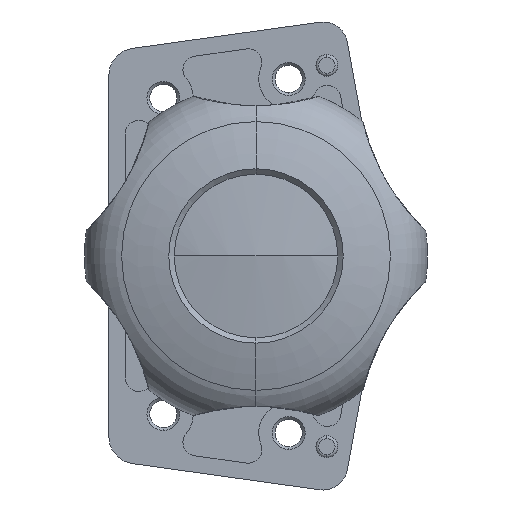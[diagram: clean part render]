
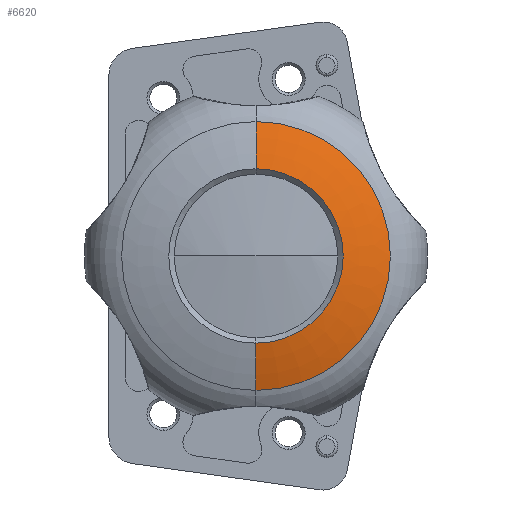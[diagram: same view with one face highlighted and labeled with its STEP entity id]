
A CAD part, front view. The second image highlights one B-rep face of the part: STEP entity #6620.
In plain terms, the highlighted toroidal (fillet/blend) face has major radius 0.683 mm and minor radius 80 mm.
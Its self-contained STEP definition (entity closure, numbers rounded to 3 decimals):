
#490 = DIRECTION ( 'NONE',  ( 0., -1., 0. ) ) ;
#623 = VERTEX_POINT ( 'NONE', #2674 ) ;
#659 = CIRCLE ( 'NONE', #5047, 80. ) ;
#1099 = CARTESIAN_POINT ( 'NONE',  ( 0., -15.136, 24.669 ) ) ;
#1156 = DIRECTION ( 'NONE',  ( 0., -1., 0. ) ) ;
#1467 = AXIS2_PLACEMENT_3D ( 'NONE', #7757, #1156, #2358 ) ;
#1709 = EDGE_CURVE ( 'NONE', #7130, #623, #4894, .T. ) ;
#1736 = AXIS2_PLACEMENT_3D ( 'NONE', #6731, #5587, #3127 ) ;
#1743 = EDGE_CURVE ( 'NONE', #623, #6276, #6865, .T. ) ;
#1886 = EDGE_LOOP ( 'NONE', ( #4356, #6734, #3675, #2980 ) ) ;
#1948 = DIRECTION ( 'NONE',  ( 1., 0., 0. ) ) ;
#1979 = AXIS2_PLACEMENT_3D ( 'NONE', #3398, #490, #6483 ) ;
#2358 = DIRECTION ( 'NONE',  ( 0., 0., -1. ) ) ;
#2476 = VERTEX_POINT ( 'NONE', #2549 ) ;
#2549 = CARTESIAN_POINT ( 'NONE',  ( 0., -15.136, -24.669 ) ) ;
#2674 = CARTESIAN_POINT ( 'NONE',  ( 0., -17.5, 16. ) ) ;
#2692 = DIRECTION ( 'NONE',  ( 0., 0., 1. ) ) ;
#2980 = ORIENTED_EDGE ( 'NONE', *, *, #1743, .F. ) ;
#3127 = DIRECTION ( 'NONE',  ( 0., 0., -1. ) ) ;
#3144 = CARTESIAN_POINT ( 'NONE',  ( 0., 60.741, -0.683 ) ) ;
#3321 = DIRECTION ( 'NONE',  ( -1., 0., 0. ) ) ;
#3398 = CARTESIAN_POINT ( 'NONE',  ( 0., -15.136, 0. ) ) ;
#3675 = ORIENTED_EDGE ( 'NONE', *, *, #4193, .T. ) ;
#4193 = EDGE_CURVE ( 'NONE', #2476, #6276, #659, .T. ) ;
#4356 = ORIENTED_EDGE ( 'NONE', *, *, #1709, .F. ) ;
#4894 = CIRCLE ( 'NONE', #4940, 80. ) ;
#4940 = AXIS2_PLACEMENT_3D ( 'NONE', #3144, #1948, #6103 ) ;
#5047 = AXIS2_PLACEMENT_3D ( 'NONE', #5729, #3321, #2692 ) ;
#5209 = TOROIDAL_SURFACE ( 'NONE', #1467, -0.683, 80. ) ;
#5409 = EDGE_CURVE ( 'NONE', #7130, #2476, #6489, .T. ) ;
#5587 = DIRECTION ( 'NONE',  ( 0., -1., 0. ) ) ;
#5729 = CARTESIAN_POINT ( 'NONE',  ( 0., 60.741, 0.683 ) ) ;
#6103 = DIRECTION ( 'NONE',  ( 0., 0., -1. ) ) ;
#6276 = VERTEX_POINT ( 'NONE', #7514 ) ;
#6483 = DIRECTION ( 'NONE',  ( 0., 0., -1. ) ) ;
#6489 = CIRCLE ( 'NONE', #1979, 24.669 ) ;
#6620 = ADVANCED_FACE ( 'NONE', ( #7448 ), #5209, .T. ) ;
#6731 = CARTESIAN_POINT ( 'NONE',  ( 0., -17.5, 0. ) ) ;
#6734 = ORIENTED_EDGE ( 'NONE', *, *, #5409, .T. ) ;
#6865 = CIRCLE ( 'NONE', #1736, 16. ) ;
#7130 = VERTEX_POINT ( 'NONE', #1099 ) ;
#7448 = FACE_OUTER_BOUND ( 'NONE', #1886, .T. ) ;
#7514 = CARTESIAN_POINT ( 'NONE',  ( 0., -17.5, -16. ) ) ;
#7757 = CARTESIAN_POINT ( 'NONE',  ( 0., 60.741, 0. ) ) ;
